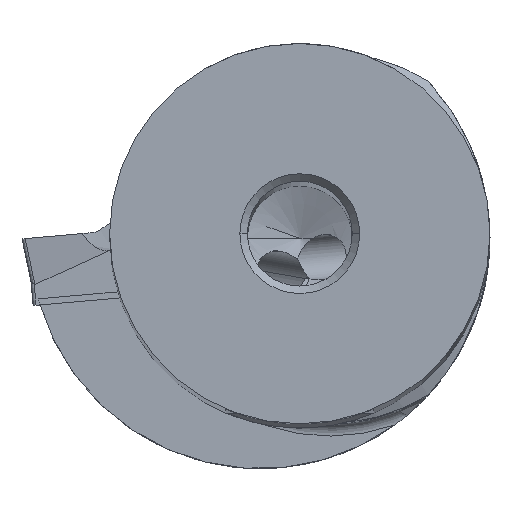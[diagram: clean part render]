
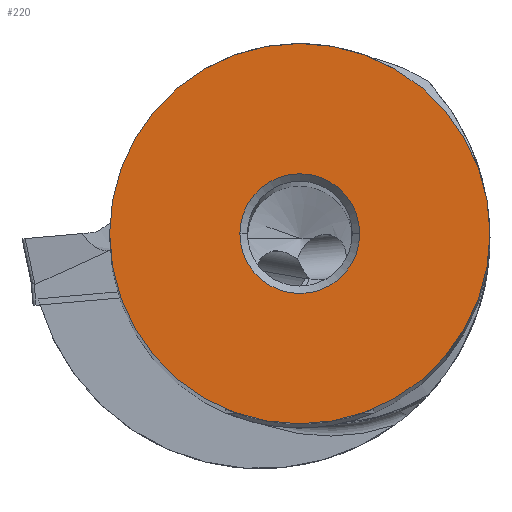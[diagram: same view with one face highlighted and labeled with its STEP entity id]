
A CAD part, top view. The second image highlights one B-rep face of the part: STEP entity #220.
In plain terms, the highlighted planar face has unit normal (0, 0, 1).
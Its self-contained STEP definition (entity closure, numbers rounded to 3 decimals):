
#57=FACE_BOUND('',#513,.T.);
#58=FACE_BOUND('',#514,.T.);
#220=ADVANCED_FACE('',(#57,#58),#310,.T.);
#310=PLANE('',#2845);
#513=EDGE_LOOP('',(#996,#997));
#514=EDGE_LOOP('',(#998,#999));
#996=ORIENTED_EDGE('',*,*,#1820,.T.);
#997=ORIENTED_EDGE('',*,*,#1814,.T.);
#998=ORIENTED_EDGE('',*,*,#1825,.T.);
#999=ORIENTED_EDGE('',*,*,#1826,.T.);
#1493=VERTEX_POINT('',#4759);
#1494=VERTEX_POINT('',#4761);
#1503=VERTEX_POINT('',#4783);
#1504=VERTEX_POINT('',#4784);
#1814=EDGE_CURVE('',#1494,#1493,#2170,.T.);
#1820=EDGE_CURVE('',#1493,#1494,#2171,.T.);
#1825=EDGE_CURVE('',#1503,#1504,#2172,.T.);
#1826=EDGE_CURVE('',#1504,#1503,#2173,.T.);
#2170=CIRCLE('',#2835,12.7);
#2171=CIRCLE('',#2839,12.7);
#2172=CIRCLE('',#2843,4.);
#2173=CIRCLE('',#2844,4.);
#2835=AXIS2_PLACEMENT_3D('',#4760,#3316,#3317);
#2839=AXIS2_PLACEMENT_3D('',#4772,#3327,#3328);
#2843=AXIS2_PLACEMENT_3D('',#4782,#3337,#3338);
#2844=AXIS2_PLACEMENT_3D('',#4785,#3339,#3340);
#2845=AXIS2_PLACEMENT_3D('',#4786,#3341,#3342);
#3316=DIRECTION('',(0.,0.,1.));
#3317=DIRECTION('',(-1.,0.,0.));
#3327=DIRECTION('',(0.,0.,1.));
#3328=DIRECTION('',(1.,0.,0.));
#3337=DIRECTION('',(0.,0.,-1.));
#3338=DIRECTION('',(1.,0.,0.));
#3339=DIRECTION('',(0.,0.,-1.));
#3340=DIRECTION('',(-1.,0.,0.));
#3341=DIRECTION('',(0.,0.,1.));
#3342=DIRECTION('',(-1.,0.,0.));
#4759=CARTESIAN_POINT('',(12.7,0.,0.));
#4760=CARTESIAN_POINT('',(0.,0.,0.));
#4761=CARTESIAN_POINT('',(-12.7,0.,0.));
#4772=CARTESIAN_POINT('',(0.,0.,0.));
#4782=CARTESIAN_POINT('',(0.,0.,0.));
#4783=CARTESIAN_POINT('',(4.,0.,0.));
#4784=CARTESIAN_POINT('',(-4.,0.,0.));
#4785=CARTESIAN_POINT('',(0.,0.,0.));
#4786=CARTESIAN_POINT('',(0.,0.,0.));
